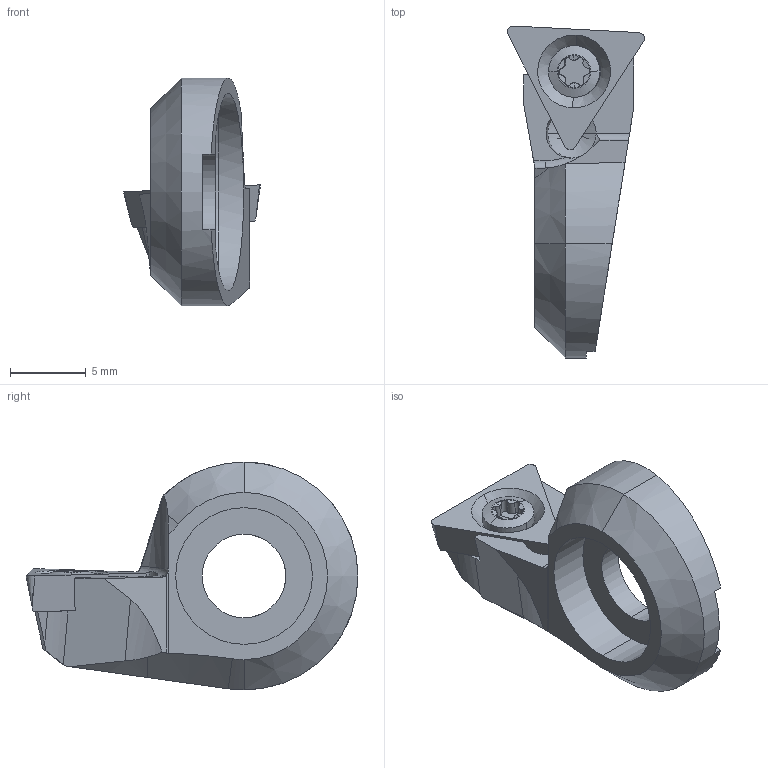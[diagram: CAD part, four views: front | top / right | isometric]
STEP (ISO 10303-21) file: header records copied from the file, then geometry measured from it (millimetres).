
FILE_DESCRIPTION (( 'STEP AP203' ), '1' );
FILE_NAME ('316.013.031.T09.STEP', '2024-08-26T12:20:38', ( '' ), ( '' ), 'SwSTEP 2.0', 'SolidWorks 2022', '' );
FILE_SCHEMA (( 'CONFIG_CONTROL_DESIGN' ));
Length unit declared in the file: millimetre
Products named in the file (4): TPGH090204; WCA-ER2.001.006_A; F25-WTH.001.006_A_fertigbearbeitet; 316.013.031.T09
Assembly tree (3 placements, depth 2):
  316.013.031.T09
    F25-WTH.001.006_A_fertigbearbeitet
    TPGH090204
    WCA-ER2.001.006_A
Bounding box: 9.02 x 21.85 x 15 mm (x, y, z)
Volume: 738.5 mm3; surface area: 1034.6 mm2
Topology: 3 solids, 3 shells, 109 faces, 289 edges, 181 vertices
Faces by surface type: cylinder 42, plane 35, cone 21, torus 8, sphere 2, bspline 1
Entity records: 3868 total; most frequent: CARTESIAN_POINT 833, ORIENTED_EDGE 568, DIRECTION 547, EDGE_CURVE 284, AXIS2_PLACEMENT_3D 207, VERTEX_POINT 181, VECTOR 133, LINE 133
